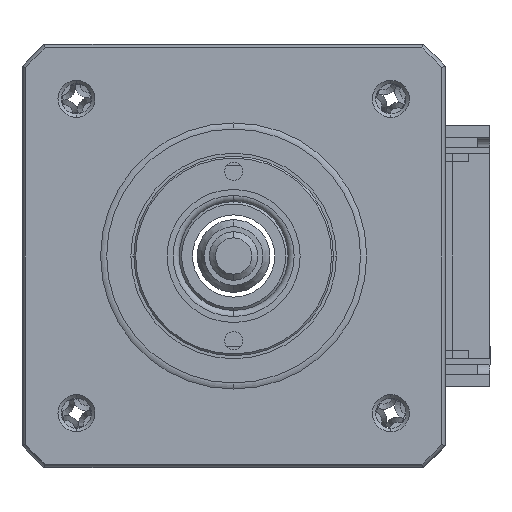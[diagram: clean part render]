
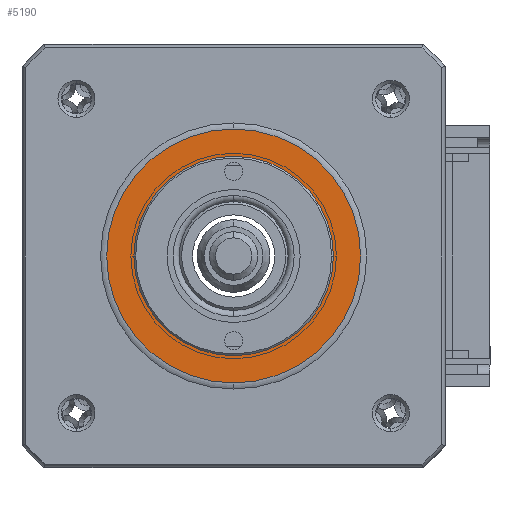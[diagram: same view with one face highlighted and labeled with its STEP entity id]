
A CAD part, left-side view. The second image highlights one B-rep face of the part: STEP entity #5190.
In plain terms, the highlighted planar face has unit normal (-1, 0, 0).
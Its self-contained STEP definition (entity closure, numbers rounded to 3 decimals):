
#29 = DIRECTION ( 'NONE',  ( -1., 0., 0. ) ) ;
#281 = ORIENTED_EDGE ( 'NONE', *, *, #6490, .T. ) ;
#320 = AXIS2_PLACEMENT_3D ( 'NONE', #8910, #7497, #5332 ) ;
#745 = CARTESIAN_POINT ( 'NONE',  ( -18.8, 0., 0. ) ) ;
#945 = CARTESIAN_POINT ( 'NONE',  ( -18.8, 0., -8.25 ) ) ;
#999 = CARTESIAN_POINT ( 'NONE',  ( -18.8, 0., 0. ) ) ;
#1456 = DIRECTION ( 'NONE',  ( 0., 0., -1. ) ) ;
#1737 = DIRECTION ( 'NONE',  ( 0., 0., -1. ) ) ;
#1787 = AXIS2_PLACEMENT_3D ( 'NONE', #999, #5920, #1737 ) ;
#2441 = DIRECTION ( 'NONE',  ( -1., 0., 0. ) ) ;
#2504 = ORIENTED_EDGE ( 'NONE', *, *, #7874, .T. ) ;
#2829 = AXIS2_PLACEMENT_3D ( 'NONE', #4179, #29, #4912 ) ;
#3611 = CARTESIAN_POINT ( 'NONE',  ( -18.8, 0., -10.5 ) ) ;
#3695 = ORIENTED_EDGE ( 'NONE', *, *, #7060, .T. ) ;
#3975 = VERTEX_POINT ( 'NONE', #7679 ) ;
#4101 = EDGE_LOOP ( 'NONE', ( #2504, #3695 ) ) ;
#4179 = CARTESIAN_POINT ( 'NONE',  ( -18.8, 0., 0. ) ) ;
#4415 = ORIENTED_EDGE ( 'NONE', *, *, #7224, .T. ) ;
#4524 = EDGE_LOOP ( 'NONE', ( #4415, #281 ) ) ;
#4912 = DIRECTION ( 'NONE',  ( 0., 0., -1. ) ) ;
#4981 = CIRCLE ( 'NONE', #1787, 8.25 ) ;
#5190 = ADVANCED_FACE ( 'NONE', ( #5194, #8791 ), #8202, .F. ) ;
#5194 = FACE_BOUND ( 'NONE', #4101, .T. ) ;
#5332 = DIRECTION ( 'NONE',  ( 0., 0., -1. ) ) ;
#5516 = AXIS2_PLACEMENT_3D ( 'NONE', #745, #5651, #1456 ) ;
#5554 = CIRCLE ( 'NONE', #7530, 10.5 ) ;
#5651 = DIRECTION ( 'NONE',  ( 1., 0., 0. ) ) ;
#5770 = VERTEX_POINT ( 'NONE', #945 ) ;
#5920 = DIRECTION ( 'NONE',  ( 1., 0., 0. ) ) ;
#5964 = CIRCLE ( 'NONE', #2829, 10.5 ) ;
#6097 = VERTEX_POINT ( 'NONE', #3611 ) ;
#6490 = EDGE_CURVE ( 'NONE', #7468, #6097, #5964, .T. ) ;
#6663 = CARTESIAN_POINT ( 'NONE',  ( -18.8, 0., 0. ) ) ;
#7060 = EDGE_CURVE ( 'NONE', #3975, #5770, #9034, .T. ) ;
#7224 = EDGE_CURVE ( 'NONE', #6097, #7468, #5554, .T. ) ;
#7407 = DIRECTION ( 'NONE',  ( 0., 0., -1. ) ) ;
#7468 = VERTEX_POINT ( 'NONE', #7714 ) ;
#7497 = DIRECTION ( 'NONE',  ( 1., 0., 0. ) ) ;
#7530 = AXIS2_PLACEMENT_3D ( 'NONE', #6663, #2441, #7407 ) ;
#7679 = CARTESIAN_POINT ( 'NONE',  ( -18.8, 0., 8.25 ) ) ;
#7714 = CARTESIAN_POINT ( 'NONE',  ( -18.8, 0., 10.5 ) ) ;
#7874 = EDGE_CURVE ( 'NONE', #5770, #3975, #4981, .T. ) ;
#8202 = PLANE ( 'NONE',  #320 ) ;
#8791 = FACE_OUTER_BOUND ( 'NONE', #4524, .T. ) ;
#8910 = CARTESIAN_POINT ( 'NONE',  ( -18.8, 0., 0. ) ) ;
#9034 = CIRCLE ( 'NONE', #5516, 8.25 ) ;
